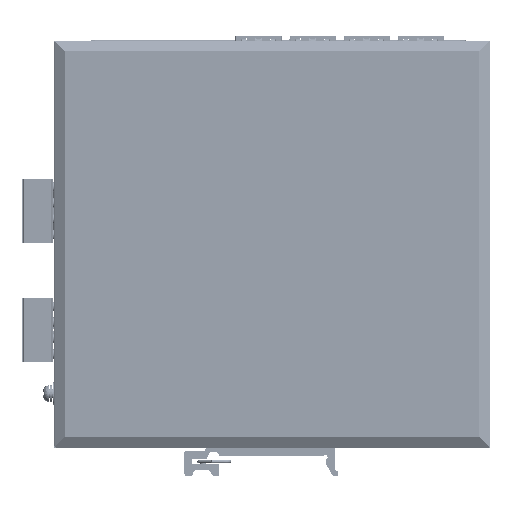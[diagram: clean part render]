
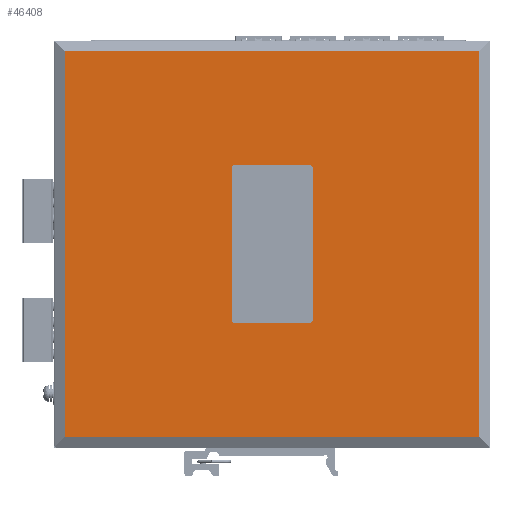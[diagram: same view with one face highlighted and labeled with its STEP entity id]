
A CAD part, front view. The second image highlights one B-rep face of the part: STEP entity #46408.
In plain terms, the highlighted face is planar.
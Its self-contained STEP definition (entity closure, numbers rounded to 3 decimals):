
#45964=DIRECTION('',(-1.,0.,0.));
#45965=VECTOR('',#45964,121.359);
#45966=CARTESIAN_POINT('',(60.68,3.539,
-65.18));
#45967=LINE('',#45966,#45965);
#45972=DIRECTION('',(-1.,0.,0.));
#45973=VECTOR('',#45972,121.359);
#45974=CARTESIAN_POINT('',(60.68,3.539,65.18));
#45975=LINE('',#45974,#45973);
#45976=DIRECTION('',(0.,0.,-1.));
#45977=VECTOR('',#45976,130.359);
#45978=CARTESIAN_POINT('',(-60.68,3.539,
65.18));
#45979=LINE('',#45978,#45977);
#45980=DIRECTION('',(0.,0.,1.));
#45981=VECTOR('',#45980,130.359);
#45982=CARTESIAN_POINT('',(60.68,3.539,
-65.18));
#45983=LINE('',#45982,#45981);
#45984=CARTESIAN_POINT('',(23.8,3.539,11.8));
#45985=DIRECTION('',(0.,1.,0.));
#45986=DIRECTION('',(0.,0.,1.));
#45987=AXIS2_PLACEMENT_3D('',#45984,#45985,#45986);
#45989=CARTESIAN_POINT('',(23.8,3.539,-11.8));
#45990=DIRECTION('',(0.,1.,0.));
#45991=DIRECTION('',(1.,0.,0.));
#45992=AXIS2_PLACEMENT_3D('',#45989,#45990,#45991);
#45994=CARTESIAN_POINT('',(-23.8,3.539,-11.8));
#45995=DIRECTION('',(0.,1.,0.));
#45996=DIRECTION('',(0.,0.,-1.));
#45997=AXIS2_PLACEMENT_3D('',#45994,#45995,#45996);
#45999=CARTESIAN_POINT('',(-23.8,3.539,11.8));
#46000=DIRECTION('',(0.,1.,0.));
#46001=DIRECTION('',(-1.,0.,0.));
#46002=AXIS2_PLACEMENT_3D('',#45999,#46000,#46001);
#46012=DIRECTION('',(-1.,0.,0.));
#46013=VECTOR('',#46012,47.6);
#46014=CARTESIAN_POINT('',(23.8,3.539,12.8));
#46015=LINE('',#46014,#46013);
#46060=DIRECTION('',(0.,0.,-1.));
#46061=VECTOR('',#46060,23.6);
#46062=CARTESIAN_POINT('',(-24.8,3.539,11.8));
#46063=LINE('',#46062,#46061);
#46072=DIRECTION('',(1.,0.,0.));
#46073=VECTOR('',#46072,47.6);
#46074=CARTESIAN_POINT('',(-23.8,3.539,-12.8));
#46075=LINE('',#46074,#46073);
#46084=DIRECTION('',(0.,0.,1.));
#46085=VECTOR('',#46084,23.6);
#46086=CARTESIAN_POINT('',(24.8,3.539,-11.8));
#46087=LINE('',#46086,#46085);
#46098=CARTESIAN_POINT('',(60.68,3.539,65.18));
#46099=VERTEX_POINT('',#46098);
#46100=CARTESIAN_POINT('',(60.68,3.539,
-65.18));
#46101=VERTEX_POINT('',#46100);
#46105=CARTESIAN_POINT('',(-60.68,3.539,
65.18));
#46106=VERTEX_POINT('',#46105);
#46111=CARTESIAN_POINT('',(-60.68,3.539,
-65.18));
#46112=VERTEX_POINT('',#46111);
#46129=CARTESIAN_POINT('',(23.8,3.539,12.8));
#46130=CARTESIAN_POINT('',(24.8,3.539,11.8));
#46131=VERTEX_POINT('',#46129);
#46132=VERTEX_POINT('',#46130);
#46133=CARTESIAN_POINT('',(24.8,3.539,-11.8));
#46134=VERTEX_POINT('',#46133);
#46135=CARTESIAN_POINT('',(23.8,3.539,-12.8));
#46136=VERTEX_POINT('',#46135);
#46137=CARTESIAN_POINT('',(-23.8,3.539,-12.8));
#46138=VERTEX_POINT('',#46137);
#46139=CARTESIAN_POINT('',(-24.8,3.539,-11.8));
#46140=VERTEX_POINT('',#46139);
#46141=CARTESIAN_POINT('',(-24.8,3.539,11.8));
#46142=VERTEX_POINT('',#46141);
#46143=CARTESIAN_POINT('',(-23.8,3.539,12.8));
#46144=VERTEX_POINT('',#46143);
#46379=CARTESIAN_POINT('',(-60.68,3.539,-68.5));
#46380=DIRECTION('',(0.,1.,0.));
#46381=DIRECTION('',(1.,0.,0.));
#46382=AXIS2_PLACEMENT_3D('',#46379,#46380,#46381);
#46383=PLANE('',#46382);
#46384=ORIENTED_EDGE('',*,*,#46219,.T.);
#46385=ORIENTED_EDGE('',*,*,#46241,.T.);
#46386=ORIENTED_EDGE('',*,*,#46372,.F.);
#46387=ORIENTED_EDGE('',*,*,#46201,.T.);
#46388=EDGE_LOOP('',(#46384,#46385,#46386,#46387));
#46389=FACE_OUTER_BOUND('',#46388,.F.);
#46391=ORIENTED_EDGE('',*,*,#46390,.T.);
#46393=ORIENTED_EDGE('',*,*,#46392,.F.);
#46395=ORIENTED_EDGE('',*,*,#46394,.T.);
#46397=ORIENTED_EDGE('',*,*,#46396,.F.);
#46399=ORIENTED_EDGE('',*,*,#46398,.T.);
#46401=ORIENTED_EDGE('',*,*,#46400,.F.);
#46403=ORIENTED_EDGE('',*,*,#46402,.T.);
#46405=ORIENTED_EDGE('',*,*,#46404,.F.);
#46406=EDGE_LOOP('',(#46391,#46393,#46395,#46397,#46399,#46401,#46403,#46405));
#46407=FACE_BOUND('',#46406,.F.);
#46408=ADVANCED_FACE('',(#46389,#46407),#46383,.T.);
#45988=CIRCLE('',#45987,1.);
#45993=CIRCLE('',#45992,1.);
#45998=CIRCLE('',#45997,1.);
#46003=CIRCLE('',#46002,1.);
#46201=EDGE_CURVE('',#46101,#46099,#45983,.T.);
#46219=EDGE_CURVE('',#46099,#46106,#45975,.T.);
#46241=EDGE_CURVE('',#46106,#46112,#45979,.T.);
#46372=EDGE_CURVE('',#46101,#46112,#45967,.T.);
#46390=EDGE_CURVE('',#46131,#46132,#45988,.T.);
#46392=EDGE_CURVE('',#46134,#46132,#46087,.T.);
#46394=EDGE_CURVE('',#46134,#46136,#45993,.T.);
#46396=EDGE_CURVE('',#46138,#46136,#46075,.T.);
#46398=EDGE_CURVE('',#46138,#46140,#45998,.T.);
#46400=EDGE_CURVE('',#46142,#46140,#46063,.T.);
#46402=EDGE_CURVE('',#46142,#46144,#46003,.T.);
#46404=EDGE_CURVE('',#46131,#46144,#46015,.T.);
